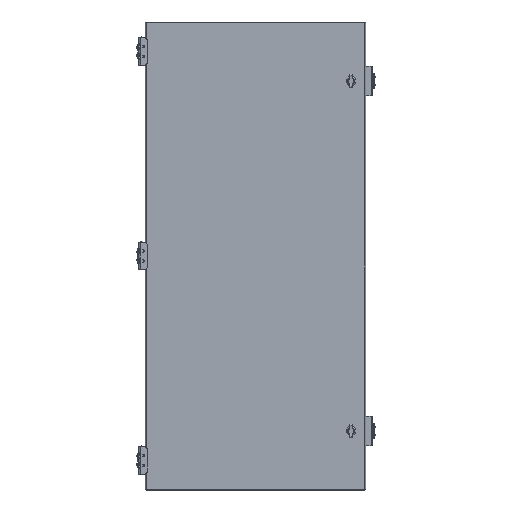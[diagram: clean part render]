
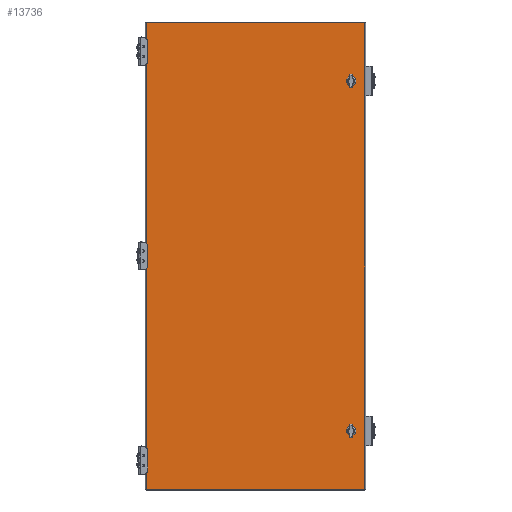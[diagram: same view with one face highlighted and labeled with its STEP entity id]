
A CAD part, top view. The second image highlights one B-rep face of the part: STEP entity #13736.
In plain terms, the highlighted planar face has unit normal (0, 0, 1).
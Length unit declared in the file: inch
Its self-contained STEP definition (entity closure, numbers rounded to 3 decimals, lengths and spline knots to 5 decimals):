
#976 = EDGE_CURVE ( 'NONE', #25628, #24952, #34304, .T. ) ;
#4299 = LINE ( 'NONE', #51432, #34061 ) ;
#5034 = DIRECTION ( 'NONE',  ( 1., 0., 0. ) ) ;
#9013 = ORIENTED_EDGE ( 'NONE', *, *, #25721, .T. ) ;
#13736 = ADVANCED_FACE ( 'NONE', ( #32319 ), #43991, .T. ) ;
#13951 = VERTEX_POINT ( 'NONE', #64081 ) ;
#15821 = VECTOR ( 'NONE', #54109, 39.37008 ) ;
#19577 = DIRECTION ( 'NONE',  ( 1., 0., 0. ) ) ;
#20421 = CARTESIAN_POINT ( 'NONE',  ( -12.9625, 27.65, 0.828 ) ) ;
#22218 = LINE ( 'NONE', #43817, #15821 ) ;
#22279 = CARTESIAN_POINT ( 'NONE',  ( 0., 27.65, 0.828 ) ) ;
#24952 = VERTEX_POINT ( 'NONE', #20421 ) ;
#25628 = VERTEX_POINT ( 'NONE', #43790 ) ;
#25721 = EDGE_CURVE ( 'NONE', #51417, #25628, #22218, .T. ) ;
#27348 = CARTESIAN_POINT ( 'NONE',  ( 0., 0., 0.828 ) ) ;
#27932 = DIRECTION ( 'NONE',  ( -1., 0., 0. ) ) ;
#32241 = EDGE_LOOP ( 'NONE', ( #9013, #54393, #69773, #50311 ) ) ;
#32319 = FACE_OUTER_BOUND ( 'NONE', #32241, .T. ) ;
#32562 = LINE ( 'NONE', #59534, #55833 ) ;
#33846 = AXIS2_PLACEMENT_3D ( 'NONE', #27348, #48952, #5034 ) ;
#34061 = VECTOR ( 'NONE', #19577, 39.37008 ) ;
#34304 = LINE ( 'NONE', #22279, #51135 ) ;
#36854 = DIRECTION ( 'NONE',  ( 0., -1., 0. ) ) ;
#40210 = EDGE_CURVE ( 'NONE', #13951, #51417, #4299, .T. ) ;
#43027 = CARTESIAN_POINT ( 'NONE',  ( 12.9625, -27.65, 0.828 ) ) ;
#43790 = CARTESIAN_POINT ( 'NONE',  ( 12.9625, 27.65, 0.828 ) ) ;
#43817 = CARTESIAN_POINT ( 'NONE',  ( 12.9625, 0., 0.828 ) ) ;
#43991 = PLANE ( 'NONE',  #33846 ) ;
#48952 = DIRECTION ( 'NONE',  ( 0., 0., 1. ) ) ;
#50311 = ORIENTED_EDGE ( 'NONE', *, *, #40210, .T. ) ;
#51135 = VECTOR ( 'NONE', #27932, 39.37008 ) ;
#51417 = VERTEX_POINT ( 'NONE', #43027 ) ;
#51432 = CARTESIAN_POINT ( 'NONE',  ( 0., -27.65, 0.828 ) ) ;
#54109 = DIRECTION ( 'NONE',  ( 0., 1., 0. ) ) ;
#54393 = ORIENTED_EDGE ( 'NONE', *, *, #976, .T. ) ;
#55833 = VECTOR ( 'NONE', #36854, 39.37008 ) ;
#59534 = CARTESIAN_POINT ( 'NONE',  ( -12.9625, 0., 0.828 ) ) ;
#64081 = CARTESIAN_POINT ( 'NONE',  ( -12.9625, -27.65, 0.828 ) ) ;
#66261 = EDGE_CURVE ( 'NONE', #24952, #13951, #32562, .T. ) ;
#69773 = ORIENTED_EDGE ( 'NONE', *, *, #66261, .T. ) ;
